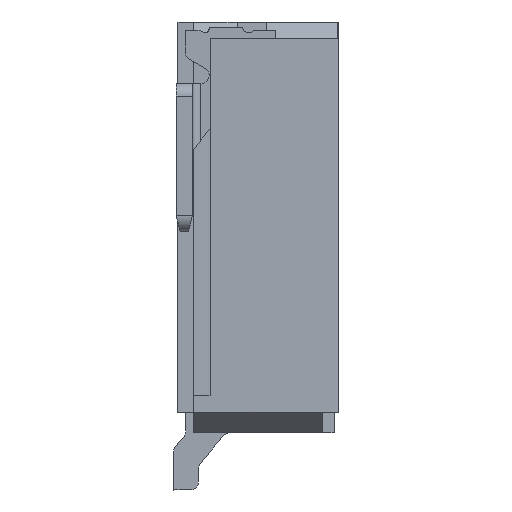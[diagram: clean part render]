
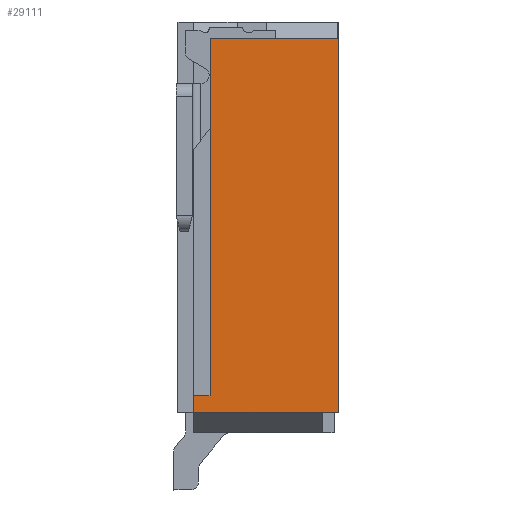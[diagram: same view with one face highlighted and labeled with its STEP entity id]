
A CAD part, front view. The second image highlights one B-rep face of the part: STEP entity #29111.
In plain terms, the highlighted planar face has unit normal (0, -1, 0).
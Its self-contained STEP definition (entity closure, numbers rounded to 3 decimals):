
#21828=DIRECTION('',(0.,0.,1.));
#21829=VECTOR('',#21828,4.55);
#21830=CARTESIAN_POINT('',(1.95,-14.15,0.25));
#21831=LINE('',#21830,#21829);
#22665=DIRECTION('',(-1.,0.,0.));
#22666=VECTOR('',#22665,1.56);
#22667=CARTESIAN_POINT('',(1.95,-14.15,4.8));
#22668=LINE('',#22667,#22666);
#22681=DIRECTION('',(-1.,0.,0.));
#22682=VECTOR('',#22681,0.19);
#22683=CARTESIAN_POINT('',(1.95,-14.15,0.25));
#22684=LINE('',#22683,#22682);
#22685=DIRECTION('',(-1.,0.,0.));
#22686=VECTOR('',#22685,1.57);
#22687=CARTESIAN_POINT('',(1.76,-14.15,0.25));
#22688=LINE('',#22687,#22686);
#22689=DIRECTION('',(0.,0.,1.));
#22690=VECTOR('',#22689,0.2);
#22691=CARTESIAN_POINT('',(0.19,-14.15,0.25));
#22692=LINE('',#22691,#22690);
#22701=DIRECTION('',(0.,0.,-1.));
#22702=VECTOR('',#22701,4.35);
#22703=CARTESIAN_POINT('',(0.39,-14.15,4.8));
#22704=LINE('',#22703,#22702);
#23978=DIRECTION('',(-1.,0.,0.));
#23979=VECTOR('',#23978,0.2);
#23980=CARTESIAN_POINT('',(0.39,-14.15,0.45));
#23981=LINE('',#23980,#23979);
#25129=CARTESIAN_POINT('',(1.95,-14.15,0.25));
#25130=CARTESIAN_POINT('',(1.95,-14.15,4.8));
#25131=VERTEX_POINT('',#25129);
#25132=VERTEX_POINT('',#25130);
#25147=CARTESIAN_POINT('',(1.76,-14.15,0.25));
#25148=VERTEX_POINT('',#25147);
#25413=CARTESIAN_POINT('',(0.39,-14.15,4.8));
#25414=VERTEX_POINT('',#25413);
#25419=CARTESIAN_POINT('',(0.39,-14.15,0.45));
#25420=VERTEX_POINT('',#25419);
#25421=CARTESIAN_POINT('',(0.19,-14.15,0.25));
#25422=VERTEX_POINT('',#25421);
#25423=CARTESIAN_POINT('',(0.19,-14.15,0.45));
#25424=VERTEX_POINT('',#25423);
#29093=CARTESIAN_POINT('',(1.07,-14.15,2.525));
#29094=DIRECTION('',(0.,1.,0.));
#29095=DIRECTION('',(0.,0.,-1.));
#29096=AXIS2_PLACEMENT_3D('',#29093,#29094,#29095);
#29097=PLANE('',#29096);
#29099=ORIENTED_EDGE('',*,*,#29098,.F.);
#29100=ORIENTED_EDGE('',*,*,#29082,.F.);
#29101=ORIENTED_EDGE('',*,*,#27915,.F.);
#29102=ORIENTED_EDGE('',*,*,#27952,.T.);
#29104=ORIENTED_EDGE('',*,*,#29103,.T.);
#29106=ORIENTED_EDGE('',*,*,#29105,.T.);
#29108=ORIENTED_EDGE('',*,*,#29107,.F.);
#29109=EDGE_LOOP('',(#29099,#29100,#29101,#29102,#29104,#29106,#29108));
#29110=FACE_OUTER_BOUND('',#29109,.F.);
#27915=EDGE_CURVE('',#25131,#25132,#21831,.T.);
#27952=EDGE_CURVE('',#25131,#25148,#22684,.T.);
#29082=EDGE_CURVE('',#25132,#25414,#22668,.T.);
#29098=EDGE_CURVE('',#25414,#25420,#22704,.T.);
#29103=EDGE_CURVE('',#25148,#25422,#22688,.T.);
#29105=EDGE_CURVE('',#25422,#25424,#22692,.T.);
#29107=EDGE_CURVE('',#25420,#25424,#23981,.T.);
#29111=ADVANCED_FACE('',(#29110),#29097,.F.);
